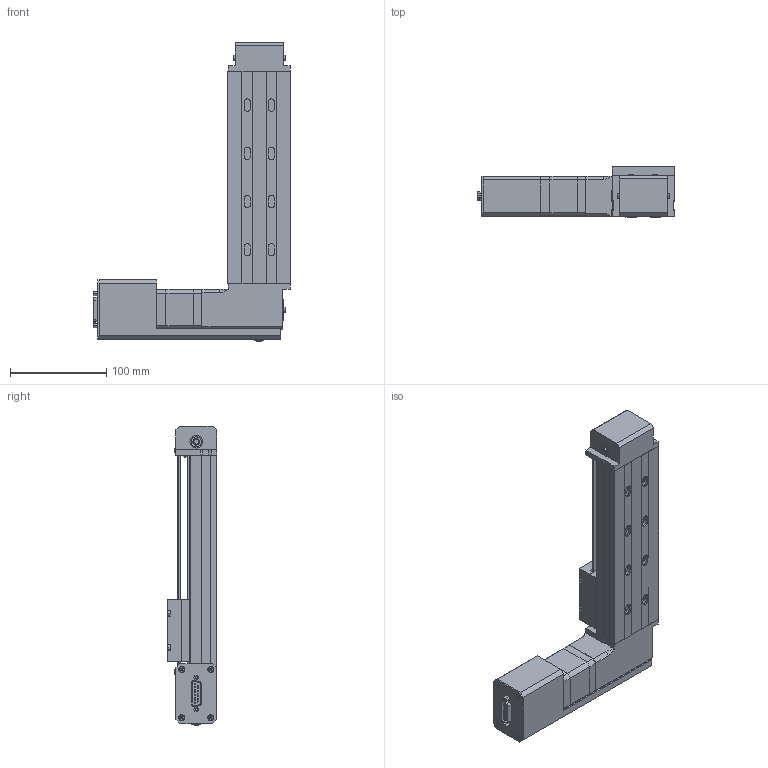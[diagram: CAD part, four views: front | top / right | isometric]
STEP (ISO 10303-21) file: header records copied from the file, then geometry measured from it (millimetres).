
FILE_DESCRIPTION (( 'STEP AP203' ), '1' );
FILE_NAME ('BLQ0145-E01CT3A.step', '2023-05-18T00:12:29', ( '' ), ( '' ), 'SwSTEP 2.0', 'SolidWorks 2019', '' );
FILE_SCHEMA (( 'CONFIG_CONTROL_DESIGN' ));
Length unit declared in the file: millimetre
Products named in the file (4): BLQ0145-E01CT3A; BLQ_carriage^BLQ_Rigid Cover; BLQ_base^BLQ_BLQ0145-C1; NMS17_motor^BLQ_BLQ-E01T3A
Assembly tree (3 placements, depth 2):
  BLQ0145-E01CT3A
    BLQ_base^BLQ_BLQ0145-C1
    BLQ_carriage^BLQ_Rigid Cover
    NMS17_motor^BLQ_BLQ-E01T3A
Bounding box: 204.61 x 51.8 x 310.2 mm (x, y, z)
Volume: 826090.1 mm3; surface area: 220832.5 mm2
Topology: 29 solids, 29 shells, 815 faces, 2102 edges, 1376 vertices
Faces by surface type: plane 441, cylinder 322, cone 26, torus 16, sphere 10
Entity records: 25422 total; most frequent: CARTESIAN_POINT 4497, DIRECTION 4432, ORIENTED_EDGE 4156, EDGE_CURVE 2078, AXIS2_PLACEMENT_3D 1583, VERTEX_POINT 1368, VECTOR 1266, LINE 1266
